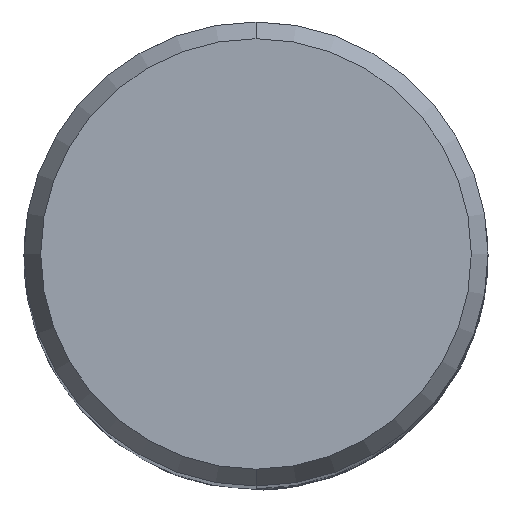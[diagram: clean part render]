
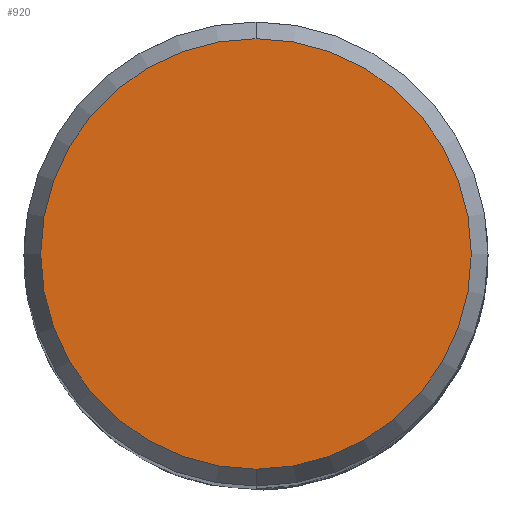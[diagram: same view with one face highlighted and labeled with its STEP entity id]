
A CAD part, top view. The second image highlights one B-rep face of the part: STEP entity #920.
In plain terms, the highlighted planar face has unit normal (0, 0, 1).
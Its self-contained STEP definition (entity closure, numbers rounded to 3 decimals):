
#530=EDGE_CURVE('',#938,#622,#1428,.T.);
#558=EDGE_CURVE('',#622,#938,#1458,.T.);
#622=VERTEX_POINT('',#1528);
#920=ADVANCED_FACE('',(#1847),#1848,.T.);
#938=VERTEX_POINT('',#1867);
#1428=CIRCLE('',#2889,7.423);
#1458=CIRCLE('',#2936,7.423);
#1528=CARTESIAN_POINT('',(0.,-7.423,0.0));
#1847=FACE_OUTER_BOUND('',#6814,.T.);
#1848=PLANE('',#6815);
#1867=CARTESIAN_POINT('',(0.0,7.423,0.0));
#2889=AXIS2_PLACEMENT_3D('',#10772,#10773,#10774);
#2936=AXIS2_PLACEMENT_3D('',#10801,#10802,#10803);
#6814=EDGE_LOOP('',(#11133,#11134));
#6815=AXIS2_PLACEMENT_3D('',#11135,#11136,#11137);
#10772=CARTESIAN_POINT('',(0.0,0.0,0.0));
#10773=DIRECTION('',(0.0,0.0,-1.0));
#10774=DIRECTION('',(0.0,1.0,0.0));
#10801=CARTESIAN_POINT('',(0.0,0.0,0.0));
#10802=DIRECTION('',(0.0,0.0,-1.0));
#10803=DIRECTION('',(0.0,1.0,0.0));
#11133=ORIENTED_EDGE('',*,*,#530,.F.);
#11134=ORIENTED_EDGE('',*,*,#558,.F.);
#11135=CARTESIAN_POINT('',(0.0,3.711,0.0));
#11136=DIRECTION('',(-0.0,0.0,1.0));
#11137=DIRECTION('',(0.0,-1.0,0.0));
